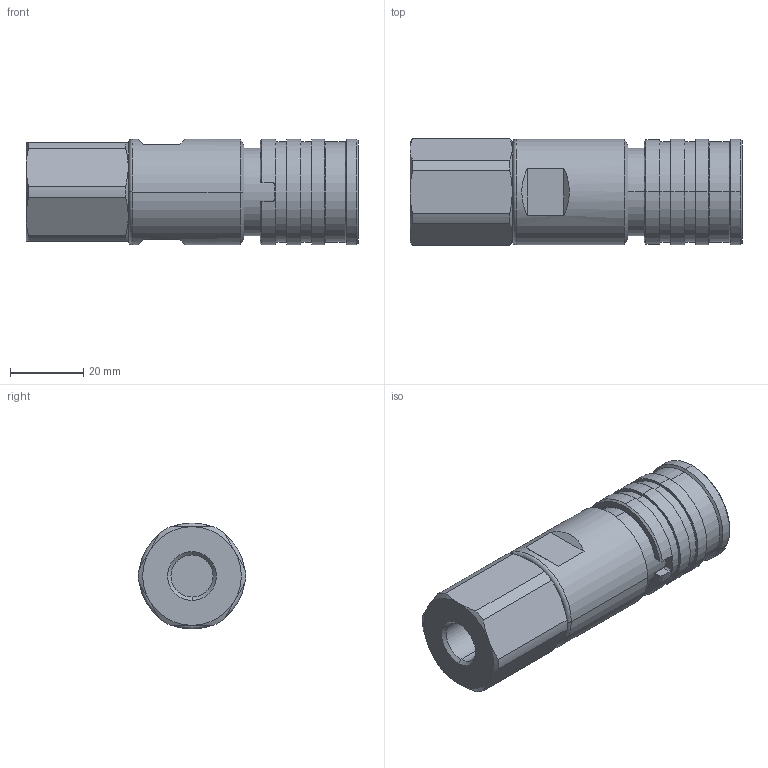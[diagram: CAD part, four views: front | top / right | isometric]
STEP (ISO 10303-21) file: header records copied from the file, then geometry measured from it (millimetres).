
FILE_DESCRIPTION (( 'STEP AP214' ), '1' );
FILE_NAME ('FEC-251-4FB.STEP', '2015-08-26T07:18:50', ( 'admin' ), ( 'Microsoft' ), 'SwSTEP 2.0', 'SolidWorks 2009', '' );
FILE_SCHEMA (( 'AUTOMOTIVE_DESIGN' ));
Length unit declared in the file: millimetre
Products named in the file (1): FEC-251-4FB
Bounding box: 90.85 x 29.48 x 29 mm (x, y, z)
Volume: 55002.7 mm3; surface area: 12238.6 mm2
Topology: 1 solids, 1 shells, 141 faces, 310 edges, 190 vertices
Faces by surface type: cylinder 53, plane 38, cone 35, torus 13, bspline 2
Entity records: 4172 total; most frequent: CARTESIAN_POINT 1026, DIRECTION 693, ORIENTED_EDGE 620, EDGE_CURVE 310, AXIS2_PLACEMENT_3D 295, VERTEX_POINT 190, EDGE_LOOP 160, CIRCLE 155
